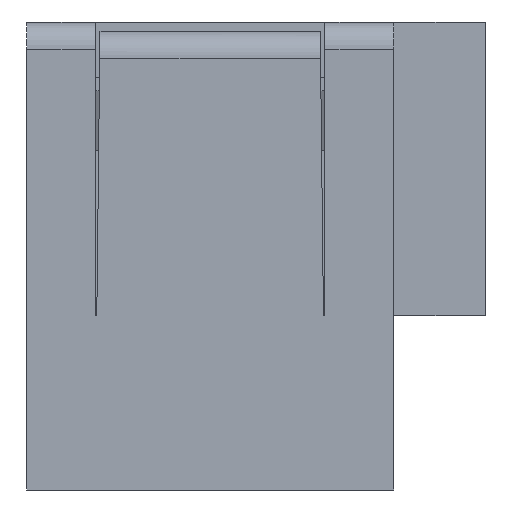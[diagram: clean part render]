
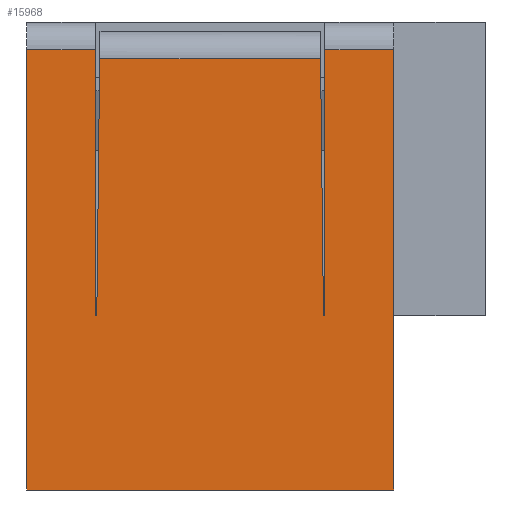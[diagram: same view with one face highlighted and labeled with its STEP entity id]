
A CAD part, left-side view. The second image highlights one B-rep face of the part: STEP entity #15968.
In plain terms, the highlighted planar face has unit normal (-1, 0, 0).
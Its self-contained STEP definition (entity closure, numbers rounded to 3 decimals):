
#3890=CARTESIAN_POINT('',(-12.1,2.,2.9));
#3891=VERTEX_POINT('',#3890);
#3901=CARTESIAN_POINT('',(-12.1,1.25,2.9));
#3902=VERTEX_POINT('',#3901);
#3903=CARTESIAN_POINT('',(-12.1,2.,2.9));
#3904=DIRECTION('',(0.,-1.,0.));
#3905=VECTOR('',#3904,0.75);
#3906=LINE('',#3903,#3905);
#3907=EDGE_CURVE('',#3891,#3902,#3906,.T.);
#3941=CARTESIAN_POINT('',(-12.1,1.25,0.));
#3942=VERTEX_POINT('',#3941);
#3943=CARTESIAN_POINT('',(-12.1,1.25,2.9));
#3944=DIRECTION('',(0.,0.,-1.));
#3945=VECTOR('',#3944,2.9);
#3946=LINE('',#3943,#3945);
#3947=EDGE_CURVE('',#3902,#3942,#3946,.T.);
#4045=CARTESIAN_POINT('',(-12.1,-1.25,0.));
#4046=VERTEX_POINT('',#4045);
#4053=CARTESIAN_POINT('',(-12.1,-1.25,2.9));
#4054=VERTEX_POINT('',#4053);
#4055=CARTESIAN_POINT('',(-12.1,-1.25,0.));
#4056=DIRECTION('',(0.,0.,1.));
#4057=VECTOR('',#4056,2.9);
#4058=LINE('',#4055,#4057);
#4059=EDGE_CURVE('',#4046,#4054,#4058,.T.);
#4084=CARTESIAN_POINT('',(-12.1,-2.,2.9));
#4085=VERTEX_POINT('',#4084);
#4102=CARTESIAN_POINT('',(-12.1,-1.25,2.9));
#4103=DIRECTION('',(0.,-1.,0.));
#4104=VECTOR('',#4103,0.75);
#4105=LINE('',#4102,#4104);
#4106=EDGE_CURVE('',#4054,#4085,#4105,.T.);
#15453=CARTESIAN_POINT('',(-12.1,-2.,-1.9));
#15454=VERTEX_POINT('',#15453);
#15461=CARTESIAN_POINT('',(-12.1,2.,-1.9));
#15462=VERTEX_POINT('',#15461);
#15463=CARTESIAN_POINT('',(-12.1,-2.,-1.9));
#15464=DIRECTION('',(0.,1.,0.));
#15465=VECTOR('',#15464,4.);
#15466=LINE('',#15463,#15465);
#15467=EDGE_CURVE('',#15454,#15462,#15466,.T.);
#15819=CARTESIAN_POINT('',(-12.1,-2.,2.9));
#15820=DIRECTION('',(0.,0.,-1.));
#15821=VECTOR('',#15820,4.8);
#15822=LINE('',#15819,#15821);
#15823=EDGE_CURVE('',#4085,#15454,#15822,.T.);
#15911=CARTESIAN_POINT('',(-12.1,0.023,0.835));
#15912=DIRECTION('',(0.,-1.,0.));
#15913=DIRECTION('',(-1.,0.,0.));
#15914=AXIS2_PLACEMENT_3D('',#15911,#15913,#15912);
#15915=PLANE('',#15914);
#15916=ORIENTED_EDGE('',*,*,#15467,.F.);
#15917=ORIENTED_EDGE('',*,*,#15823,.F.);
#15918=ORIENTED_EDGE('',*,*,#4106,.F.);
#15919=ORIENTED_EDGE('',*,*,#4059,.F.);
#15920=CARTESIAN_POINT('',(-12.1,-1.235,0.));
#15921=VERTEX_POINT('',#15920);
#15922=CARTESIAN_POINT('',(-12.1,-1.25,0.));
#15923=DIRECTION('',(0.,1.,0.));
#15924=VECTOR('',#15923,0.015);
#15925=LINE('',#15922,#15924);
#15926=EDGE_CURVE('',#4046,#15921,#15925,.T.);
#15927=ORIENTED_EDGE('',*,*,#15926,.T.);
#15928=CARTESIAN_POINT('',(-12.1,-1.203,2.8));
#15929=VERTEX_POINT('',#15928);
#15930=CARTESIAN_POINT('',(-12.1,-1.235,0.));
#15931=DIRECTION('',(0.,0.011,1.));
#15932=VECTOR('',#15931,2.8);
#15933=LINE('',#15930,#15932);
#15934=EDGE_CURVE('',#15921,#15929,#15933,.T.);
#15935=ORIENTED_EDGE('',*,*,#15934,.T.);
#15936=CARTESIAN_POINT('',(-12.1,1.203,2.8));
#15937=VERTEX_POINT('',#15936);
#15938=CARTESIAN_POINT('',(-12.1,-1.203,2.8));
#15939=DIRECTION('',(0.,1.,0.));
#15940=VECTOR('',#15939,2.407);
#15941=LINE('',#15938,#15940);
#15942=EDGE_CURVE('',#15929,#15937,#15941,.T.);
#15943=ORIENTED_EDGE('',*,*,#15942,.T.);
#15944=CARTESIAN_POINT('',(-12.1,1.235,0.));
#15945=VERTEX_POINT('',#15944);
#15946=CARTESIAN_POINT('',(-12.1,1.203,2.8));
#15947=DIRECTION('',(0.,0.011,-1.));
#15948=VECTOR('',#15947,2.8);
#15949=LINE('',#15946,#15948);
#15950=EDGE_CURVE('',#15937,#15945,#15949,.T.);
#15951=ORIENTED_EDGE('',*,*,#15950,.T.);
#15952=CARTESIAN_POINT('',(-12.1,1.235,0.));
#15953=DIRECTION('',(0.,1.,0.));
#15954=VECTOR('',#15953,0.015);
#15955=LINE('',#15952,#15954);
#15956=EDGE_CURVE('',#15945,#3942,#15955,.T.);
#15957=ORIENTED_EDGE('',*,*,#15956,.T.);
#15958=ORIENTED_EDGE('',*,*,#3947,.F.);
#15959=ORIENTED_EDGE('',*,*,#3907,.F.);
#15960=CARTESIAN_POINT('',(-12.1,2.,2.9));
#15961=DIRECTION('',(0.,0.,-1.));
#15962=VECTOR('',#15961,4.8);
#15963=LINE('',#15960,#15962);
#15964=EDGE_CURVE('',#3891,#15462,#15963,.T.);
#15965=ORIENTED_EDGE('',*,*,#15964,.T.);
#15966=EDGE_LOOP('',(#15916,#15917,#15918,#15919,#15927,#15935,#15943,#15951,#15957,#15958,#15959,#15965));
#15967=FACE_OUTER_BOUND('',#15966,.T.);
#15968=ADVANCED_FACE('',(#15967),#15915,.T.);
